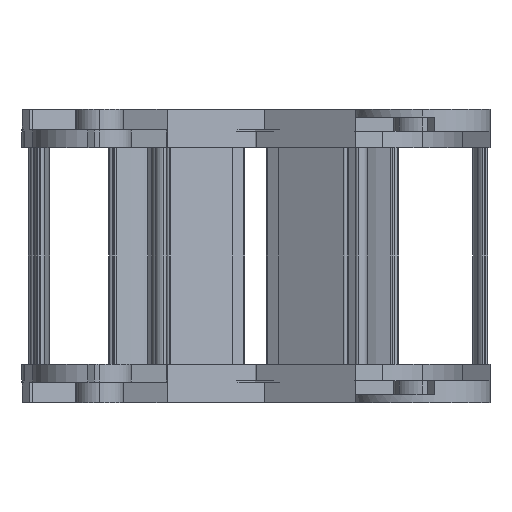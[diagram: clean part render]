
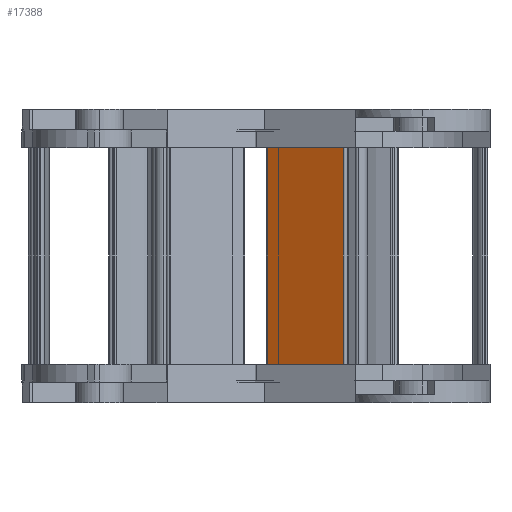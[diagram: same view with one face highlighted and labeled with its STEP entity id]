
A CAD part, left-side view. The second image highlights one B-rep face of the part: STEP entity #17388.
In plain terms, the highlighted planar face has unit normal (-0.875, 0.484, 0).
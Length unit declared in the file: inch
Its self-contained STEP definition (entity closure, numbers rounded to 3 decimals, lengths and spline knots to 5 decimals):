
#2389 = VERTEX_POINT ( 'NONE', #38688 ) ;
#8939 = DIRECTION ( 'NONE',  ( 0., 0., 1. ) ) ;
#10796 = EDGE_CURVE ( 'NONE', #2389, #51751, #18853, .T. ) ;
#11485 = EDGE_CURVE ( 'NONE', #51751, #57490, #15621, .T. ) ;
#12492 = FACE_OUTER_BOUND ( 'NONE', #27248, .T. ) ;
#12743 = CARTESIAN_POINT ( 'NONE',  ( 0.71019, 1.03981, 0.72835 ) ) ;
#13133 = LINE ( 'NONE', #12743, #35276 ) ;
#13622 = CARTESIAN_POINT ( 'NONE',  ( 0.71019, 1.03981, 0.72835 ) ) ;
#15621 = LINE ( 'NONE', #46749, #20194 ) ;
#17388 = ADVANCED_FACE ( 'NONE', ( #12492 ), #53385, .F. ) ;
#17549 = CARTESIAN_POINT ( 'NONE',  ( 0.71019, 1.03981, 0.72835 ) ) ;
#18853 = LINE ( 'NONE', #71817, #67502 ) ;
#20194 = VECTOR ( 'NONE', #40532, 39.37008 ) ;
#22100 = ORIENTED_EDGE ( 'NONE', *, *, #46086, .F. ) ;
#22384 = EDGE_CURVE ( 'NONE', #57490, #52908, #55302, .T. ) ;
#27248 = EDGE_LOOP ( 'NONE', ( #42751, #22100, #30990, #69498 ) ) ;
#30162 = VECTOR ( 'NONE', #8939, 39.37008 ) ;
#30916 = AXIS2_PLACEMENT_3D ( 'NONE', #17549, #54535, #42866 ) ;
#30990 = ORIENTED_EDGE ( 'NONE', *, *, #22384, .F. ) ;
#35276 = VECTOR ( 'NONE', #66478, 39.37008 ) ;
#38688 = CARTESIAN_POINT ( 'NONE',  ( 0.42979, 0.53353, 0.72835 ) ) ;
#40532 = DIRECTION ( 'NONE',  ( 0.485, 0.875, 0. ) ) ;
#42751 = ORIENTED_EDGE ( 'NONE', *, *, #10796, .F. ) ;
#42866 = DIRECTION ( 'NONE',  ( 0., 0., -1. ) ) ;
#46086 = EDGE_CURVE ( 'NONE', #52908, #2389, #13133, .T. ) ;
#46749 = CARTESIAN_POINT ( 'NONE',  ( 0.25525, 0.2184, -0.72835 ) ) ;
#51751 = VERTEX_POINT ( 'NONE', #57240 ) ;
#52908 = VERTEX_POINT ( 'NONE', #68029 ) ;
#53385 = PLANE ( 'NONE',  #30916 ) ;
#54535 = DIRECTION ( 'NONE',  ( 0.875, -0.485, 0. ) ) ;
#55302 = LINE ( 'NONE', #13622, #30162 ) ;
#57240 = CARTESIAN_POINT ( 'NONE',  ( 0.42979, 0.53353, -0.72835 ) ) ;
#57490 = VERTEX_POINT ( 'NONE', #75424 ) ;
#60908 = DIRECTION ( 'NONE',  ( 0., 0., -1. ) ) ;
#66478 = DIRECTION ( 'NONE',  ( -0.485, -0.875, 0. ) ) ;
#67502 = VECTOR ( 'NONE', #60908, 39.37008 ) ;
#68029 = CARTESIAN_POINT ( 'NONE',  ( 0.71019, 1.03981, 0.72835 ) ) ;
#69498 = ORIENTED_EDGE ( 'NONE', *, *, #11485, .F. ) ;
#71817 = CARTESIAN_POINT ( 'NONE',  ( 0.42979, 0.53353, 0.72835 ) ) ;
#75424 = CARTESIAN_POINT ( 'NONE',  ( 0.71019, 1.03981, -0.72835 ) ) ;
